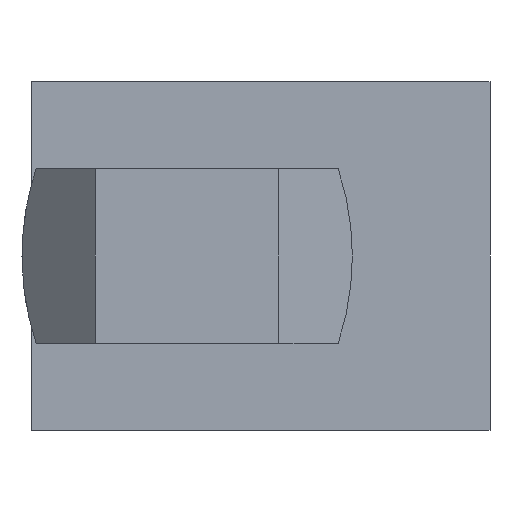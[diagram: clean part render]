
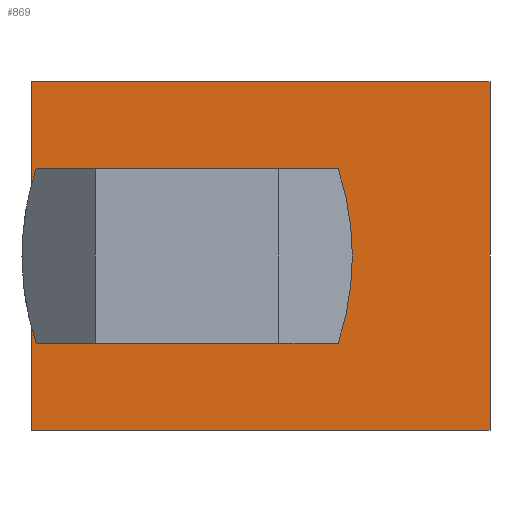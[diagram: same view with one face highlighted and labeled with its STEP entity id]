
A CAD part, left-side view. The second image highlights one B-rep face of the part: STEP entity #869.
In plain terms, the highlighted planar face has unit normal (-1, 0, 0).
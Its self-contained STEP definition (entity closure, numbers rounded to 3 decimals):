
#5 = EDGE_CURVE ( 'NONE', #768, #944, #1115, .T. ) ;
#11 = EDGE_CURVE ( 'NONE', #963, #768, #1128, .T. ) ;
#12 = EDGE_CURVE ( 'NONE', #765, #171, #989, .T. ) ;
#18 = EDGE_CURVE ( 'NONE', #961, #765, #999, .T. ) ;
#30 = EDGE_CURVE ( 'NONE', #769, #168, #1007, .T. ) ;
#31 = EDGE_CURVE ( 'NONE', #854, #170, #1019, .T. ) ;
#32 = EDGE_CURVE ( 'NONE', #171, #963, #1016, .T. ) ;
#36 = EDGE_CURVE ( 'NONE', #170, #168, #1027, .T. ) ;
#64 = EDGE_CURVE ( 'NONE', #854, #769, #1043, .T. ) ;
#69 = AXIS2_PLACEMENT_3D ( 'NONE', #324, #328, #320 ) ;
#104 = AXIS2_PLACEMENT_3D ( 'NONE', #620, #633, #561 ) ;
#113 = AXIS2_PLACEMENT_3D ( 'NONE', #530, #529, #506 ) ;
#124 = EDGE_CURVE ( 'NONE', #944, #961, #1057, .T. ) ;
#168 = VERTEX_POINT ( 'NONE', #463 ) ;
#170 = VERTEX_POINT ( 'NONE', #343 ) ;
#171 = VERTEX_POINT ( 'NONE', #466 ) ;
#269 = CARTESIAN_POINT ( 'NONE',  ( 0., -8.5, 4.75 ) ) ;
#271 = CARTESIAN_POINT ( 'NONE',  ( 0., -8.5, 14.25 ) ) ;
#285 = CARTESIAN_POINT ( 'NONE',  ( 0., -13.5, 9.25 ) ) ;
#320 = DIRECTION ( 'NONE',  ( 0., 1., 0. ) ) ;
#322 = PLANE ( 'NONE',  #69 ) ;
#324 = CARTESIAN_POINT ( 'NONE',  ( 0., 0., 19. ) ) ;
#328 = DIRECTION ( 'NONE',  ( 1., 0., 0. ) ) ;
#343 = CARTESIAN_POINT ( 'NONE',  ( 0., 0., 0. ) ) ;
#371 = CARTESIAN_POINT ( 'NONE',  ( 0., 0., 19. ) ) ;
#381 = CARTESIAN_POINT ( 'NONE',  ( 0., -13.5, 4.75 ) ) ;
#389 = CARTESIAN_POINT ( 'NONE',  ( 0., -25., 19. ) ) ;
#392 = CARTESIAN_POINT ( 'NONE',  ( 0., -3.5, 14.25 ) ) ;
#463 = CARTESIAN_POINT ( 'NONE',  ( 0., -25., 0. ) ) ;
#466 = CARTESIAN_POINT ( 'NONE',  ( 0., -3.5, 9.75 ) ) ;
#481 = DIRECTION ( 'NONE',  ( 0., 0., -1. ) ) ;
#490 = CARTESIAN_POINT ( 'NONE',  ( 0., -25., 19. ) ) ;
#499 = CARTESIAN_POINT ( 'NONE',  ( 0., 0., 19. ) ) ;
#506 = DIRECTION ( 'NONE',  ( 0., -1., 0. ) ) ;
#514 = DIRECTION ( 'NONE',  ( 0., -1., 0. ) ) ;
#524 = DIRECTION ( 'NONE',  ( 0., -1., 0. ) ) ;
#529 = DIRECTION ( 'NONE',  ( -1., 0., 0. ) ) ;
#530 = CARTESIAN_POINT ( 'NONE',  ( 0., -8.5, 9.75 ) ) ;
#532 = CARTESIAN_POINT ( 'NONE',  ( 0., 0., 0. ) ) ;
#544 = DIRECTION ( 'NONE',  ( 0., -1., 0. ) ) ;
#549 = DIRECTION ( 'NONE',  ( 0., 1., 0. ) ) ;
#557 = CARTESIAN_POINT ( 'NONE',  ( 0., -13.5, 4.75 ) ) ;
#561 = DIRECTION ( 'NONE',  ( 0., -1., 0. ) ) ;
#564 = CARTESIAN_POINT ( 'NONE',  ( 0., -3.5, 14.25 ) ) ;
#565 = CARTESIAN_POINT ( 'NONE',  ( 0., -3.5, 9.75 ) ) ;
#579 = CARTESIAN_POINT ( 'NONE',  ( 0., 0., 19. ) ) ;
#588 = DIRECTION ( 'NONE',  ( 0., 0., -1. ) ) ;
#590 = CARTESIAN_POINT ( 'NONE',  ( 0., -8.5, 4.75 ) ) ;
#606 = DIRECTION ( 'NONE',  ( 0., 0., -1. ) ) ;
#620 = CARTESIAN_POINT ( 'NONE',  ( 0., -8.5, 9.25 ) ) ;
#629 = DIRECTION ( 'NONE',  ( 0., 0., 1. ) ) ;
#633 = DIRECTION ( 'NONE',  ( -1., 0., 0. ) ) ;
#683 = FACE_OUTER_BOUND ( 'NONE', #974, .T. ) ;
#685 = FACE_BOUND ( 'NONE', #955, .T. ) ;
#765 = VERTEX_POINT ( 'NONE', #392 ) ;
#768 = VERTEX_POINT ( 'NONE', #381 ) ;
#769 = VERTEX_POINT ( 'NONE', #389 ) ;
#854 = VERTEX_POINT ( 'NONE', #371 ) ;
#869 = ADVANCED_FACE ( 'NONE', ( #683, #685 ), #322, .F. ) ;
#912 = ORIENTED_EDGE ( 'NONE', *, *, #124, .F. ) ;
#913 = ORIENTED_EDGE ( 'NONE', *, *, #5, .F. ) ;
#914 = ORIENTED_EDGE ( 'NONE', *, *, #11, .F. ) ;
#944 = VERTEX_POINT ( 'NONE', #285 ) ;
#955 = EDGE_LOOP ( 'NONE', ( #1102, #1103, #1104, #912, #913, #914 ) ) ;
#961 = VERTEX_POINT ( 'NONE', #271 ) ;
#963 = VERTEX_POINT ( 'NONE', #269 ) ;
#964 = VECTOR ( 'NONE', #544, 1000. ) ;
#974 = EDGE_LOOP ( 'NONE', ( #1098, #1099, #1100, #1101 ) ) ;
#989 = LINE ( 'NONE', #565, #990 ) ;
#990 = VECTOR ( 'NONE', #606, 1000. ) ;
#999 = LINE ( 'NONE', #564, #1000 ) ;
#1000 = VECTOR ( 'NONE', #549, 1000. ) ;
#1007 = LINE ( 'NONE', #490, #1018 ) ;
#1016 = CIRCLE ( 'NONE', #113, 5. ) ;
#1018 = VECTOR ( 'NONE', #588, 1000. ) ;
#1019 = LINE ( 'NONE', #579, #1021 ) ;
#1021 = VECTOR ( 'NONE', #481, 1000. ) ;
#1027 = LINE ( 'NONE', #532, #1030 ) ;
#1030 = VECTOR ( 'NONE', #514, 1000. ) ;
#1043 = LINE ( 'NONE', #499, #1045 ) ;
#1045 = VECTOR ( 'NONE', #524, 1000. ) ;
#1057 = CIRCLE ( 'NONE', #104, 5. ) ;
#1098 = ORIENTED_EDGE ( 'NONE', *, *, #31, .T. ) ;
#1099 = ORIENTED_EDGE ( 'NONE', *, *, #36, .T. ) ;
#1100 = ORIENTED_EDGE ( 'NONE', *, *, #30, .F. ) ;
#1101 = ORIENTED_EDGE ( 'NONE', *, *, #64, .F. ) ;
#1102 = ORIENTED_EDGE ( 'NONE', *, *, #32, .F. ) ;
#1103 = ORIENTED_EDGE ( 'NONE', *, *, #12, .F. ) ;
#1104 = ORIENTED_EDGE ( 'NONE', *, *, #18, .F. ) ;
#1115 = LINE ( 'NONE', #557, #1121 ) ;
#1121 = VECTOR ( 'NONE', #629, 1000. ) ;
#1128 = LINE ( 'NONE', #590, #964 ) ;
